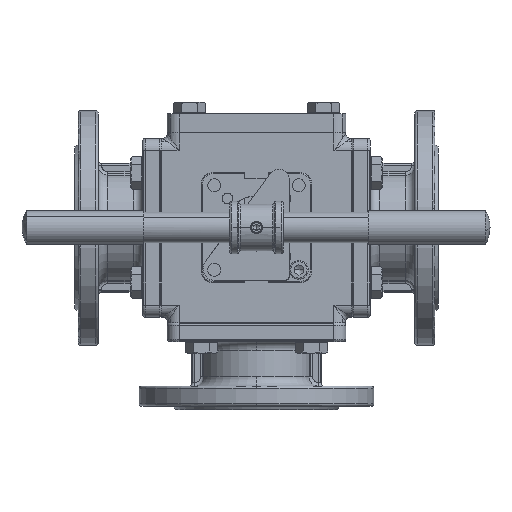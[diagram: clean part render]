
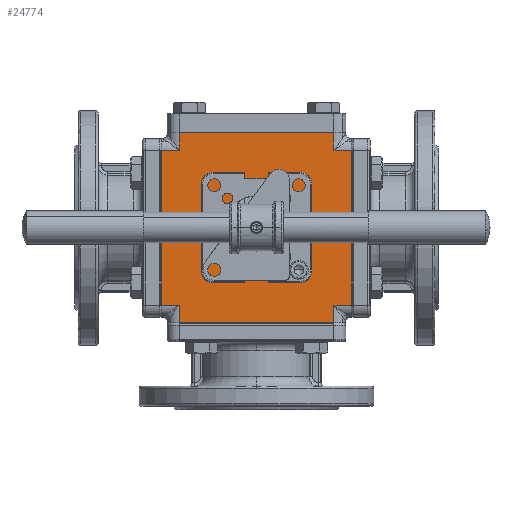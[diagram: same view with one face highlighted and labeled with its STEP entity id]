
A CAD part, top view. The second image highlights one B-rep face of the part: STEP entity #24774.
In plain terms, the highlighted planar face has unit normal (0, 0, 1).
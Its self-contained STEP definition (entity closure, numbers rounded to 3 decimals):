
#20317=CARTESIAN_POINT('',(66.,-66.,76.));
#20318=VERTEX_POINT('',#20317);
#20682=CARTESIAN_POINT('',(66.,66.,76.));
#20683=VERTEX_POINT('',#20682);
#21047=CARTESIAN_POINT('',(-66.,66.,76.));
#21048=VERTEX_POINT('',#21047);
#21292=CARTESIAN_POINT('',(-66.,-66.,76.));
#21293=VERTEX_POINT('',#21292);
#24659=CARTESIAN_POINT('',(-0.,0.,76.));
#24660=DIRECTION('',(0.,0.,1.));
#24661=DIRECTION('',(-1.,-0.,0.));
#24662=AXIS2_PLACEMENT_3D('',#24659,#24660,#24661);
#24663=PLANE('',#24662);
#24664=CARTESIAN_POINT('',(66.,81.,76.));
#24665=VERTEX_POINT('',#24664);
#24666=CARTESIAN_POINT('',(66.,81.,76.));
#24667=DIRECTION('',(0.,-1.,0.));
#24668=VECTOR('',#24667,15.);
#24669=LINE('',#24666,#24668);
#24670=EDGE_CURVE('',#24665,#20683,#24669,.T.);
#24671=ORIENTED_EDGE('',*,*,#24670,.F.);
#24672=CARTESIAN_POINT('',(-66.,81.,76.));
#24673=VERTEX_POINT('',#24672);
#24674=CARTESIAN_POINT('',(-66.,81.,76.));
#24675=DIRECTION('',(1.,0.,-0.));
#24676=VECTOR('',#24675,132.);
#24677=LINE('',#24674,#24676);
#24678=EDGE_CURVE('',#24673,#24665,#24677,.T.);
#24679=ORIENTED_EDGE('',*,*,#24678,.F.);
#24680=CARTESIAN_POINT('',(-66.,66.,76.));
#24681=DIRECTION('',(-0.,1.,-0.));
#24682=VECTOR('',#24681,15.);
#24683=LINE('',#24680,#24682);
#24684=EDGE_CURVE('',#21048,#24673,#24683,.T.);
#24685=ORIENTED_EDGE('',*,*,#24684,.F.);
#24686=CARTESIAN_POINT('',(-81.,66.,76.));
#24687=VERTEX_POINT('',#24686);
#24688=CARTESIAN_POINT('',(-81.,66.,76.));
#24689=DIRECTION('',(1.,0.,-0.));
#24690=VECTOR('',#24689,15.);
#24691=LINE('',#24688,#24690);
#24692=EDGE_CURVE('',#24687,#21048,#24691,.T.);
#24693=ORIENTED_EDGE('',*,*,#24692,.F.);
#24694=CARTESIAN_POINT('',(-81.,-66.,76.));
#24695=VERTEX_POINT('',#24694);
#24696=CARTESIAN_POINT('',(-81.,-66.,76.));
#24697=DIRECTION('',(-0.,1.,-0.));
#24698=VECTOR('',#24697,132.);
#24699=LINE('',#24696,#24698);
#24700=EDGE_CURVE('',#24695,#24687,#24699,.T.);
#24701=ORIENTED_EDGE('',*,*,#24700,.F.);
#24702=CARTESIAN_POINT('',(-66.,-66.,76.));
#24703=DIRECTION('',(-1.,-0.,0.));
#24704=VECTOR('',#24703,15.);
#24705=LINE('',#24702,#24704);
#24706=EDGE_CURVE('',#21293,#24695,#24705,.T.);
#24707=ORIENTED_EDGE('',*,*,#24706,.F.);
#24708=CARTESIAN_POINT('',(-66.,-81.,76.));
#24709=VERTEX_POINT('',#24708);
#24710=CARTESIAN_POINT('',(-66.,-81.,76.));
#24711=DIRECTION('',(-0.,1.,-0.));
#24712=VECTOR('',#24711,15.);
#24713=LINE('',#24710,#24712);
#24714=EDGE_CURVE('',#24709,#21293,#24713,.T.);
#24715=ORIENTED_EDGE('',*,*,#24714,.F.);
#24716=CARTESIAN_POINT('',(66.,-81.,76.));
#24717=VERTEX_POINT('',#24716);
#24718=CARTESIAN_POINT('',(66.,-81.,76.));
#24719=DIRECTION('',(-1.,-0.,0.));
#24720=VECTOR('',#24719,132.);
#24721=LINE('',#24718,#24720);
#24722=EDGE_CURVE('',#24717,#24709,#24721,.T.);
#24723=ORIENTED_EDGE('',*,*,#24722,.F.);
#24724=CARTESIAN_POINT('',(66.,-66.,76.));
#24725=DIRECTION('',(0.,-1.,0.));
#24726=VECTOR('',#24725,15.);
#24727=LINE('',#24724,#24726);
#24728=EDGE_CURVE('',#20318,#24717,#24727,.T.);
#24729=ORIENTED_EDGE('',*,*,#24728,.F.);
#24730=CARTESIAN_POINT('',(81.,-66.,76.));
#24731=VERTEX_POINT('',#24730);
#24732=CARTESIAN_POINT('',(81.,-66.,76.));
#24733=DIRECTION('',(-1.,-0.,0.));
#24734=VECTOR('',#24733,15.);
#24735=LINE('',#24732,#24734);
#24736=EDGE_CURVE('',#24731,#20318,#24735,.T.);
#24737=ORIENTED_EDGE('',*,*,#24736,.F.);
#24738=CARTESIAN_POINT('',(81.,66.,76.));
#24739=VERTEX_POINT('',#24738);
#24740=CARTESIAN_POINT('',(81.,66.,76.));
#24741=DIRECTION('',(0.,-1.,0.));
#24742=VECTOR('',#24741,132.);
#24743=LINE('',#24740,#24742);
#24744=EDGE_CURVE('',#24739,#24731,#24743,.T.);
#24745=ORIENTED_EDGE('',*,*,#24744,.F.);
#24746=CARTESIAN_POINT('',(66.,66.,76.));
#24747=DIRECTION('',(1.,0.,-0.));
#24748=VECTOR('',#24747,15.);
#24749=LINE('',#24746,#24748);
#24750=EDGE_CURVE('',#20683,#24739,#24749,.T.);
#24751=ORIENTED_EDGE('',*,*,#24750,.F.);
#24752=EDGE_LOOP('',(#24671,#24679,#24685,#24693,#24701,#24707,#24715,#24723,#24729,#24737,#24745,#24751));
#24753=FACE_BOUND('',#24752,.T.);
#24754=CARTESIAN_POINT('',(-27.,-0.,76.));
#24755=VERTEX_POINT('',#24754);
#24756=CARTESIAN_POINT('',(27.,0.,76.));
#24757=VERTEX_POINT('',#24756);
#24758=CARTESIAN_POINT('',(0.,0.,76.));
#24759=DIRECTION('',(-0.,-0.,1.));
#24760=DIRECTION('',(1.,0.,0.));
#24761=AXIS2_PLACEMENT_3D('',#24758,#24759,#24760);
#24762=CIRCLE('',#24761,27.);
#24763=EDGE_CURVE('',#24755,#24757,#24762,.T.);
#24764=ORIENTED_EDGE('',*,*,#24763,.F.);
#24765=CARTESIAN_POINT('',(0.,0.,76.));
#24766=DIRECTION('',(-0.,-0.,1.));
#24767=DIRECTION('',(1.,0.,0.));
#24768=AXIS2_PLACEMENT_3D('',#24765,#24766,#24767);
#24769=CIRCLE('',#24768,27.);
#24770=EDGE_CURVE('',#24757,#24755,#24769,.T.);
#24771=ORIENTED_EDGE('',*,*,#24770,.F.);
#24772=EDGE_LOOP('',(#24764,#24771));
#24773=FACE_BOUND('',#24772,.T.);
#24774=ADVANCED_FACE('',(#24753,#24773),#24663,.T.);
